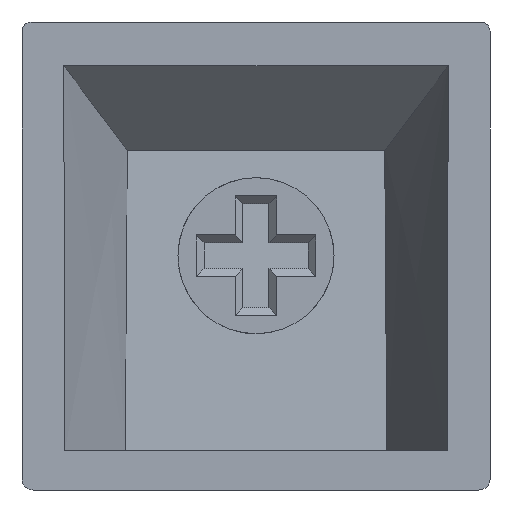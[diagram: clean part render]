
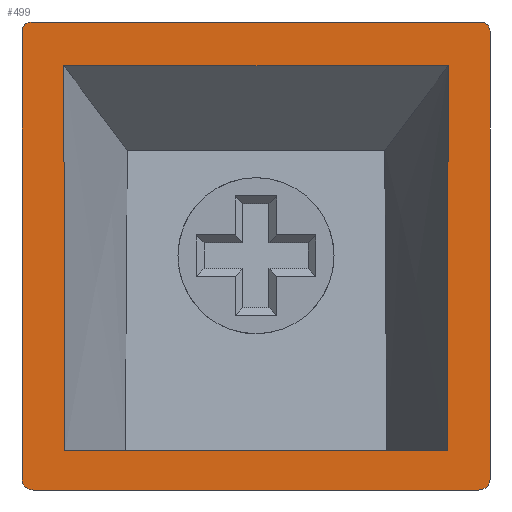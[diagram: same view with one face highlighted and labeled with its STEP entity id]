
A CAD part, front view. The second image highlights one B-rep face of the part: STEP entity #499.
In plain terms, the highlighted planar face has unit normal (0, -1, 0).
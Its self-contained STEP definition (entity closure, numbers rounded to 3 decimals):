
#499=ADVANCED_FACE('',(#500,#590),#634,.T.);
#500=FACE_BOUND('',#501,.T.);
#501=EDGE_LOOP('',(#502,#512,#526,#534,#548,#556,#570,#578));
#502=ORIENTED_EDGE('',*,*,#503,.T.);
#503=EDGE_CURVE('',#504,#506,#508,.F.);
#504=VERTEX_POINT('',#505);
#505=CARTESIAN_POINT('',(0.443,0.0,-18.0));
#506=VERTEX_POINT('',#507);
#507=CARTESIAN_POINT('',(17.557,0.0,-18.0));
#508=LINE('',#509,#510);
#509=CARTESIAN_POINT('',(0.0,0.0,-18.0));
#510=VECTOR('',#511,1.0);
#511=DIRECTION('',(-1.0,0.0,0.0));
#512=ORIENTED_EDGE('',*,*,#513,.T.);
#513=EDGE_CURVE('',#506,#514,#516,.T.);
#514=VERTEX_POINT('',#515);
#515=CARTESIAN_POINT('',(18.0,0.0,-17.6));
#516=B_SPLINE_CURVE_WITH_KNOTS('',2,(#517,#518,#519,#520,#521,#522,#523,#524,#525),.UNSPECIFIED.,.F.,.U.,(3,2,2,2,3),(0.0,0.25,0.5,0.75,1.0),.PIECEWISE_BEZIER_KNOTS.);
#517=CARTESIAN_POINT('',(17.557,0.0,-18.0));
#518=CARTESIAN_POINT('',(17.64,0.0,-18.0));
#519=CARTESIAN_POINT('',(17.719,0.0,-17.972));
#520=CARTESIAN_POINT('',(17.798,0.0,-17.945));
#521=CARTESIAN_POINT('',(17.862,0.0,-17.891));
#522=CARTESIAN_POINT('',(17.926,0.0,-17.836));
#523=CARTESIAN_POINT('',(17.963,0.0,-17.761));
#524=CARTESIAN_POINT('',(18.,0.0,-17.685));
#525=CARTESIAN_POINT('',(18.,0.0,-17.6));
#526=ORIENTED_EDGE('',*,*,#527,.T.);
#527=EDGE_CURVE('',#514,#528,#530,.F.);
#528=VERTEX_POINT('',#529);
#529=CARTESIAN_POINT('',(18.0,0.0,-0.378));
#530=LINE('',#531,#532);
#531=CARTESIAN_POINT('',(18.0,0.0,0.0));
#532=VECTOR('',#533,1.0);
#533=DIRECTION('',(0.,0.0,-1.0));
#534=ORIENTED_EDGE('',*,*,#535,.T.);
#535=EDGE_CURVE('',#528,#536,#538,.T.);
#536=VERTEX_POINT('',#537);
#537=CARTESIAN_POINT('',(17.64,0.0,0.0));
#538=B_SPLINE_CURVE_WITH_KNOTS('',2,(#539,#540,#541,#542,#543,#544,#545,#546,#547),.UNSPECIFIED.,.F.,.U.,(3,2,2,2,3),(0.0,0.25,0.5,0.75,1.0),.PIECEWISE_BEZIER_KNOTS.);
#539=CARTESIAN_POINT('',(18.,0.0,-0.378));
#540=CARTESIAN_POINT('',(18.,0.0,-0.303));
#541=CARTESIAN_POINT('',(17.976,0.0,-0.235));
#542=CARTESIAN_POINT('',(17.952,0.0,-0.166));
#543=CARTESIAN_POINT('',(17.902,0.0,-0.111));
#544=CARTESIAN_POINT('',(17.853,0.0,-0.058));
#545=CARTESIAN_POINT('',(17.783,0.0,-0.028));
#546=CARTESIAN_POINT('',(17.717,0.0,0.));
#547=CARTESIAN_POINT('',(17.64,0.0,0.));
#548=ORIENTED_EDGE('',*,*,#549,.T.);
#549=EDGE_CURVE('',#536,#550,#552,.F.);
#550=VERTEX_POINT('',#551);
#551=CARTESIAN_POINT('',(0.36,0.0,0.0));
#552=LINE('',#553,#554);
#553=CARTESIAN_POINT('',(0.0,0.0,0.0));
#554=VECTOR('',#555,1.0);
#555=DIRECTION('',(1.0,0.0,0.0));
#556=ORIENTED_EDGE('',*,*,#557,.T.);
#557=EDGE_CURVE('',#550,#558,#560,.T.);
#558=VERTEX_POINT('',#559);
#559=CARTESIAN_POINT('',(0.0,0.0,-0.378));
#560=B_SPLINE_CURVE_WITH_KNOTS('',2,(#561,#562,#563,#564,#565,#566,#567,#568,#569),.UNSPECIFIED.,.F.,.U.,(3,2,2,2,3),(0.0,0.25,0.5,0.75,1.0),.PIECEWISE_BEZIER_KNOTS.);
#561=CARTESIAN_POINT('',(0.36,0.0,0.));
#562=CARTESIAN_POINT('',(0.285,0.0,0.));
#563=CARTESIAN_POINT('',(0.217,0.0,-0.028));
#564=CARTESIAN_POINT('',(0.15,0.0,-0.055));
#565=CARTESIAN_POINT('',(0.099,0.0,-0.111));
#566=CARTESIAN_POINT('',(0.05,0.0,-0.162));
#567=CARTESIAN_POINT('',(0.024,0.0,-0.235));
#568=CARTESIAN_POINT('',(0.,0.0,-0.301));
#569=CARTESIAN_POINT('',(0.,0.0,-0.378));
#570=ORIENTED_EDGE('',*,*,#571,.T.);
#571=EDGE_CURVE('',#558,#572,#574,.F.);
#572=VERTEX_POINT('',#573);
#573=CARTESIAN_POINT('',(0.0,0.0,-17.6));
#574=LINE('',#575,#576);
#575=CARTESIAN_POINT('',(0.0,0.0,0.0));
#576=VECTOR('',#577,1.0);
#577=DIRECTION('',(0.0,0.0,1.0));
#578=ORIENTED_EDGE('',*,*,#579,.T.);
#579=EDGE_CURVE('',#572,#504,#580,.T.);
#580=B_SPLINE_CURVE_WITH_KNOTS('',2,(#581,#582,#583,#584,#585,#586,#587,#588,#589),.UNSPECIFIED.,.F.,.U.,(3,2,2,2,3),(0.0,0.25,0.5,0.75,1.0),.PIECEWISE_BEZIER_KNOTS.);
#581=CARTESIAN_POINT('',(0.,0.0,-17.6));
#582=CARTESIAN_POINT('',(0.,0.0,-17.683));
#583=CARTESIAN_POINT('',(0.037,0.0,-17.76));
#584=CARTESIAN_POINT('',(0.072,0.0,-17.833));
#585=CARTESIAN_POINT('',(0.138,0.0,-17.89));
#586=CARTESIAN_POINT('',(0.198,0.0,-17.943));
#587=CARTESIAN_POINT('',(0.28,0.0,-17.972));
#588=CARTESIAN_POINT('',(0.358,0.0,-18.0));
#589=CARTESIAN_POINT('',(0.443,0.0,-18.0));
#590=FACE_BOUND('',#591,.T.);
#591=EDGE_LOOP('',(#592,#602,#615,#623));
#592=ORIENTED_EDGE('',*,*,#593,.T.);
#593=EDGE_CURVE('',#594,#596,#598,.T.);
#594=VERTEX_POINT('',#595);
#595=CARTESIAN_POINT('',(16.353,0.,-16.5));
#596=VERTEX_POINT('',#597);
#597=CARTESIAN_POINT('',(1.647,0.,-16.5));
#598=LINE('',#599,#600);
#599=CARTESIAN_POINT('',(0.0,0.0,-16.5));
#600=VECTOR('',#601,1.0);
#601=DIRECTION('',(-1.0,0.0,0.0));
#602=ORIENTED_EDGE('',*,*,#603,.T.);
#603=EDGE_CURVE('',#596,#604,#606,.T.);
#604=VERTEX_POINT('',#605);
#605=CARTESIAN_POINT('',(1.605,0.,-1.684));
#606=B_SPLINE_CURVE_WITH_KNOTS('',3,(#607,#608,#609,#610,#611,#612,#613,#614),.UNSPECIFIED.,.F.,.U.,(4,2,2,4),(0.0,4.788,9.802,14.816),.UNSPECIFIED.);
#607=CARTESIAN_POINT('',(1.647,0.,-16.5));
#608=CARTESIAN_POINT('',(1.641,0.,-14.904));
#609=CARTESIAN_POINT('',(1.636,0.,-13.308));
#610=CARTESIAN_POINT('',(1.626,0.,-10.041));
#611=CARTESIAN_POINT('',(1.621,0.0,-8.37));
#612=CARTESIAN_POINT('',(1.613,0.0,-5.027));
#613=CARTESIAN_POINT('',(1.609,0.,-3.355));
#614=CARTESIAN_POINT('',(1.605,0.,-1.684));
#615=ORIENTED_EDGE('',*,*,#616,.T.);
#616=EDGE_CURVE('',#604,#617,#619,.T.);
#617=VERTEX_POINT('',#618);
#618=CARTESIAN_POINT('',(16.395,0.,-1.684));
#619=LINE('',#620,#621);
#620=CARTESIAN_POINT('',(0.0,0.0,-1.684));
#621=VECTOR('',#622,1.0);
#622=DIRECTION('',(1.0,0.0,0.0));
#623=ORIENTED_EDGE('',*,*,#624,.T.);
#624=EDGE_CURVE('',#617,#594,#625,.T.);
#625=B_SPLINE_CURVE_WITH_KNOTS('',3,(#626,#627,#628,#629,#630,#631,#632,#633),.UNSPECIFIED.,.F.,.U.,(4,2,2,4),(0.0,4.786,9.801,14.816),.UNSPECIFIED.);
#626=CARTESIAN_POINT('',(16.395,0.,-1.684));
#627=CARTESIAN_POINT('',(16.392,0.,-3.279));
#628=CARTESIAN_POINT('',(16.388,0.,-4.874));
#629=CARTESIAN_POINT('',(16.38,0.,-8.141));
#630=CARTESIAN_POINT('',(16.375,0.,-9.813));
#631=CARTESIAN_POINT('',(16.365,0.,-13.157));
#632=CARTESIAN_POINT('',(16.359,0.,-14.828));
#633=CARTESIAN_POINT('',(16.353,0.,-16.5));
#634=PLANE('',#635);
#635=AXIS2_PLACEMENT_3D('',#636,#637,#638);
#636=CARTESIAN_POINT('',(0.0,0.0,0.0));
#637=DIRECTION('',(0.0,-1.0,0.0));
#638=DIRECTION('',(0.0,0.0,-1.0));
